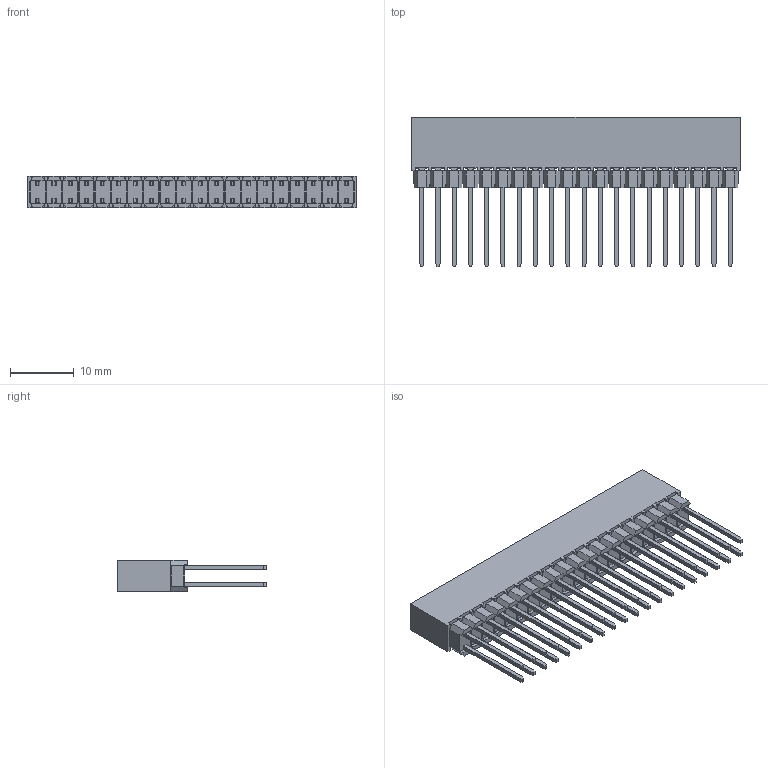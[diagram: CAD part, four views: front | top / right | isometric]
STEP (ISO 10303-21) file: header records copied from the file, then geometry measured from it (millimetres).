
FILE_DESCRIPTION(('STEP AP242'),'1');
FILE_NAME('m20-6102045.stp','2025-10-17T14:59:02',('TraceParts'),('TraceParts S.A.S.'),'Spatial InterOp 3D',' ',' ');
FILE_SCHEMA(('AP242_MANAGED_MODEL_BASED_3D_ENGINEERING_MIM_LF {1 0 10303 442 1 1 4}'));
Length unit declared in the file: millimetre
Products named in the file (1): M20-6102045_asm.stp|M20-6102045_ASM:1#M20-6102045_ASM|M20-61020_MOULD_609#M20-61020_MOULD;Solide1
Bounding box: 51.46 x 23.42 x 5 mm (x, y, z)
Volume: 2450.1 mm3; surface area: 6743 mm2
Topology: 42 solids, 42 shells, 3048 faces, 8136 edges, 5212 vertices
Faces by surface type: plane 2648, cylinder 400
Entity records: 93649 total; most frequent: CARTESIAN_POINT 16438, ORIENTED_EDGE 16272, DIRECTION 15116, EDGE_CURVE 8136, LINE 7336, VECTOR 7336, VERTEX_POINT 5212, AXIS2_PLACEMENT_3D 3890
